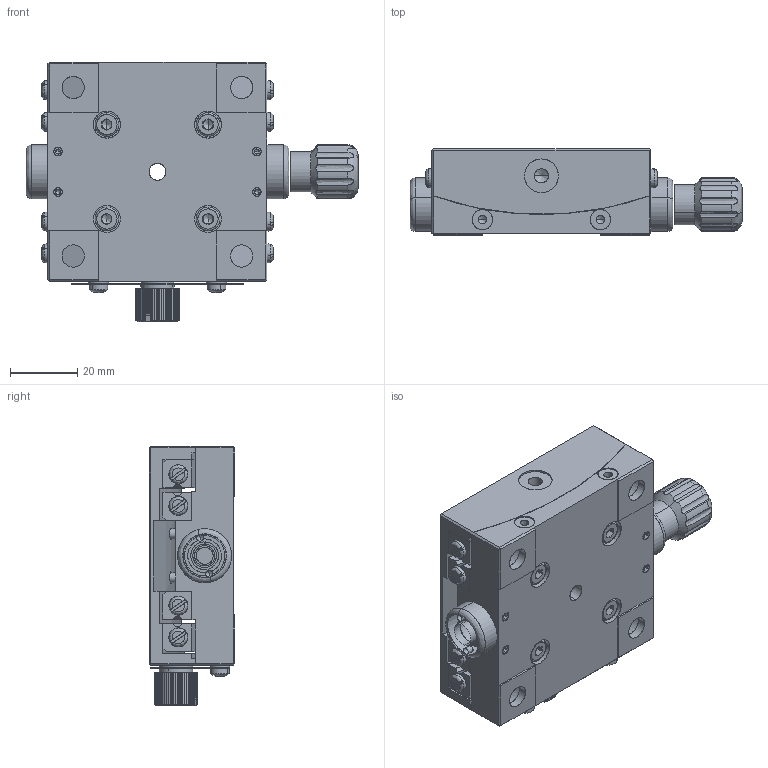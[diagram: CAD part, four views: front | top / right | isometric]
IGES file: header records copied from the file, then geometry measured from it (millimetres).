
Start section: SolidWorks IGES file using analytic representation for surfaces
Global section: file name: KSMG10-65.igs; native system: SolidWorks 2017; preprocessor: SolidWorks 2017; author: deng-ran; date: 190508.122736; units: millimetre
Bounding box: 98.5 x 25.5 x 77 mm (x, y, z)
Surface area: 52919.2 mm2 (no closed solid volume)
Topology: 0 solids, 0 shells, 1524 faces, 20651 edges, 20503 vertices
Faces by surface type: bspline 875, revolution 649
